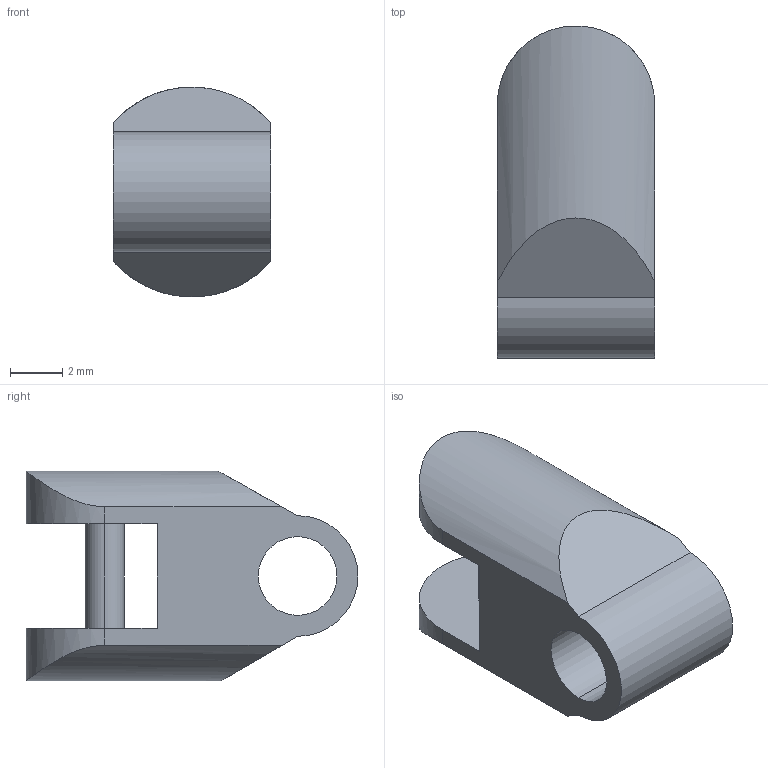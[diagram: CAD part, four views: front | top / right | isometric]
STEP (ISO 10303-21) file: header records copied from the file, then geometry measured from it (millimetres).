
FILE_DESCRIPTION (( 'STEP AP203' ), '1' );
FILE_NAME ('z2_Default_sldprt.STEP', '2024-12-13T20:44:25', ( '' ), ( '' ), 'SwSTEP 2.0', 'SolidWorks 2024', '' );
FILE_SCHEMA (( 'CONFIG_CONTROL_DESIGN' ));
Length unit declared in the file: millimetre
Products named in the file (1): z2_Default_sldprt
Bounding box: 6 x 12.66 x 8 mm (x, y, z)
Volume: 312 mm3; surface area: 413.4 mm2
Topology: 1 solids, 1 shells, 17 faces, 45 edges, 30 vertices
Faces by surface type: cylinder 10, plane 7
Entity records: 677 total; most frequent: CARTESIAN_POINT 169, ORIENTED_EDGE 90, DIRECTION 87, EDGE_CURVE 45, VERTEX_POINT 30, AXIS2_PLACEMENT_3D 30, LINE 27, VECTOR 27
